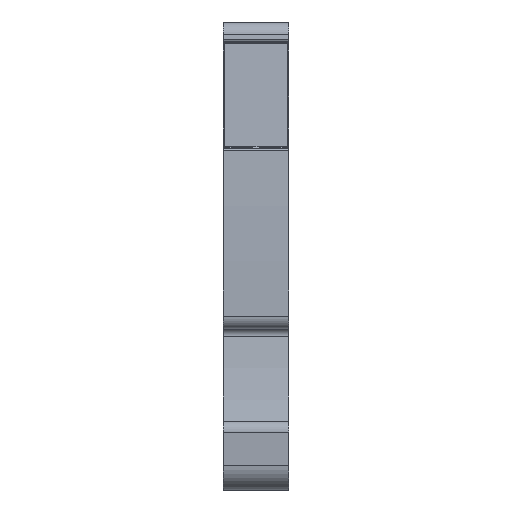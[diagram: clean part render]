
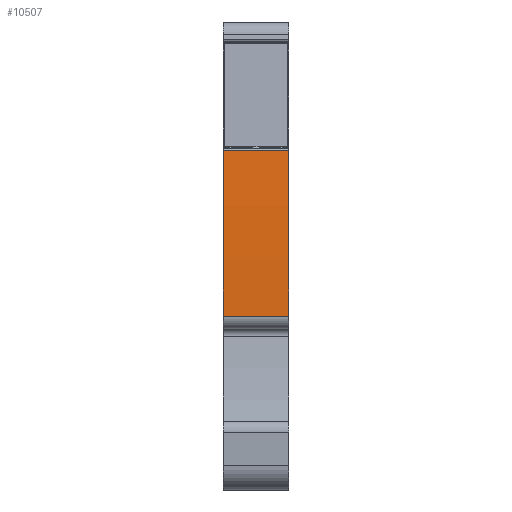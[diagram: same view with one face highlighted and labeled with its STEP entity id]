
A CAD part, front view. The second image highlights one B-rep face of the part: STEP entity #10507.
In plain terms, the highlighted cylindrical face has radius 154.9 mm (diameter 309.8 mm), a partial arc.
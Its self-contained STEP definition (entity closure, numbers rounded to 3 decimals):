
#6742=AXIS2_PLACEMENT_3D('Circle Axis2P3D',#6740,#6741,$) ;
#6749=AXIS2_PLACEMENT_3D('Circle Axis2P3D',#6747,#6748,$) ;
#9771=AXIS2_PLACEMENT_3D('Cylinder Axis2P3D',#9768,#9769,#9770) ;
#10482=AXIS2_PLACEMENT_3D('Circle Axis2P3D',#10480,#10481,$) ;
#10496=AXIS2_PLACEMENT_3D('Circle Axis2P3D',#10494,#10495,$) ;
#6737=CARTESIAN_POINT('Vertex',(0.,1.529,13.427)) ;
#6740=CARTESIAN_POINT('Axis2P3D Location',(0.,156.719,17.058)) ;
#6744=CARTESIAN_POINT('Vertex',(0.,1.528,13.45)) ;
#6747=CARTESIAN_POINT('Axis2P3D Location',(0.,156.387,17.05)) ;
#6751=CARTESIAN_POINT('Vertex',(0.,1.761,26.266)) ;
#9768=CARTESIAN_POINT('Axis2P3D Location',(2.55,156.387,17.05)) ;
#10465=CARTESIAN_POINT('Vertex',(5.1,1.761,26.266)) ;
#10468=CARTESIAN_POINT('Line Origine',(2.55,1.761,26.266)) ;
#10480=CARTESIAN_POINT('Axis2P3D Location',(5.1,156.387,17.05)) ;
#10484=CARTESIAN_POINT('Vertex',(5.1,1.528,13.45)) ;
#10487=CARTESIAN_POINT('Line Origine',(2.55,1.529,13.427)) ;
#10491=CARTESIAN_POINT('Vertex',(5.1,1.529,13.427)) ;
#10494=CARTESIAN_POINT('Axis2P3D Location',(5.1,156.387,17.05)) ;
#6741=DIRECTION('Axis2P3D Direction',(1.,0.,0.)) ;
#6748=DIRECTION('Axis2P3D Direction',(1.,0.,0.)) ;
#9769=DIRECTION('Axis2P3D Direction',(1.,0.,0.)) ;
#9770=DIRECTION('Axis2P3D XDirection',(0.,-0.993,0.118)) ;
#10469=DIRECTION('Vector Direction',(1.,0.,0.)) ;
#10481=DIRECTION('Axis2P3D Direction',(1.,0.,0.)) ;
#10488=DIRECTION('Vector Direction',(1.,0.,0.)) ;
#10495=DIRECTION('Axis2P3D Direction',(1.,0.,0.)) ;
#10470=VECTOR('Line Direction',#10469,1.) ;
#10489=VECTOR('Line Direction',#10488,1.) ;
#10500=ORIENTED_EDGE('',*,*,#10486,.F.) ;
#10501=ORIENTED_EDGE('',*,*,#10472,.F.) ;
#10502=ORIENTED_EDGE('',*,*,#6753,.T.) ;
#10503=ORIENTED_EDGE('',*,*,#6746,.T.) ;
#10504=ORIENTED_EDGE('',*,*,#10493,.T.) ;
#10505=ORIENTED_EDGE('',*,*,#10498,.F.) ;
#10507=ADVANCED_FACE('MLD',(#10506),#9772,.T.) ;
#6743=CIRCLE('generated circle',#6742,155.232) ;
#6750=CIRCLE('generated circle',#6749,154.9) ;
#10483=CIRCLE('generated circle',#10482,154.9) ;
#10497=CIRCLE('generated circle',#10496,154.9) ;
#9772=CYLINDRICAL_SURFACE('generated cylinder',#9771,154.9) ;
#6746=EDGE_CURVE('',#6745,#6738,#6743,.T.) ;
#6753=EDGE_CURVE('',#6752,#6745,#6750,.T.) ;
#10472=EDGE_CURVE('',#6752,#10466,#10471,.T.) ;
#10486=EDGE_CURVE('',#10466,#10485,#10483,.T.) ;
#10493=EDGE_CURVE('',#6738,#10492,#10490,.T.) ;
#10498=EDGE_CURVE('',#10485,#10492,#10497,.T.) ;
#10499=EDGE_LOOP('',(#10500,#10501,#10502,#10503,#10504,#10505)) ;
#10506=FACE_OUTER_BOUND('',#10499,.T.) ;
#10471=LINE('Line',#10468,#10470) ;
#10490=LINE('Line',#10487,#10489) ;
#6738=VERTEX_POINT('',#6737) ;
#6745=VERTEX_POINT('',#6744) ;
#6752=VERTEX_POINT('',#6751) ;
#10466=VERTEX_POINT('',#10465) ;
#10485=VERTEX_POINT('',#10484) ;
#10492=VERTEX_POINT('',#10491) ;
